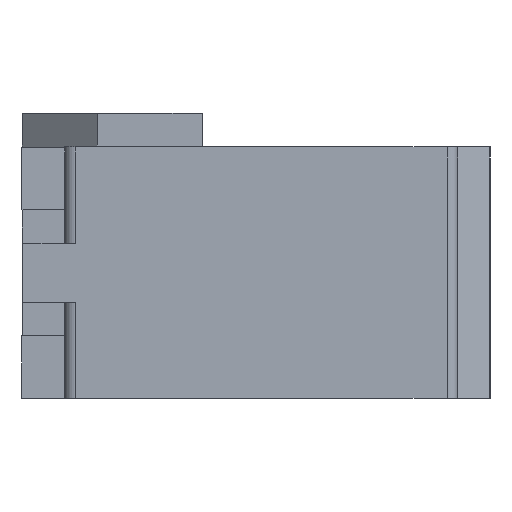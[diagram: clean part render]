
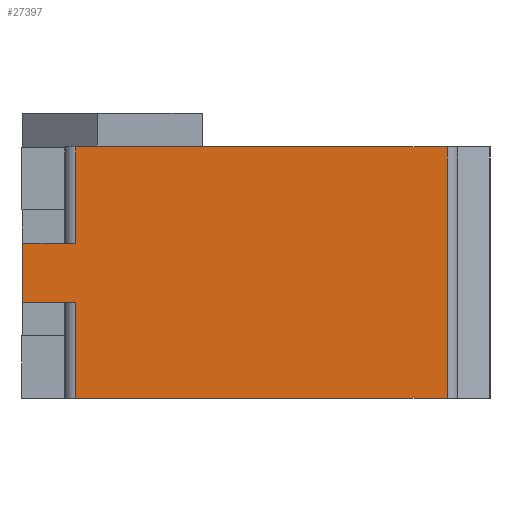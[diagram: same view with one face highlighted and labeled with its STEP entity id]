
A CAD part, left-side view. The second image highlights one B-rep face of the part: STEP entity #27397.
In plain terms, the highlighted planar face has unit normal (-1, 0, 0).
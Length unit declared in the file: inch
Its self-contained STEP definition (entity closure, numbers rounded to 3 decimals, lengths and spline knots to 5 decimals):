
#2220=FACE_OUTER_BOUND('',#3644,.T.);
#3644=EDGE_LOOP('',(#22215,#22216,#22217,#22218,#22219,#22220,#22221,#22222));
#6511=LINE('',#44219,#9665);
#6516=LINE('',#44234,#9670);
#6517=LINE('',#44236,#9671);
#6518=LINE('',#44238,#9672);
#6519=LINE('',#44240,#9673);
#6520=LINE('',#44242,#9674);
#6521=LINE('',#44244,#9675);
#6522=LINE('',#44245,#9676);
#9665=VECTOR('',#34733,0.3937);
#9670=VECTOR('',#34748,0.3937);
#9671=VECTOR('',#34749,0.3937);
#9672=VECTOR('',#34750,0.3937);
#9673=VECTOR('',#34751,0.3937);
#9674=VECTOR('',#34752,0.3937);
#9675=VECTOR('',#34753,0.3937);
#9676=VECTOR('',#34754,0.3937);
#12184=VERTEX_POINT('',#44215);
#12185=VERTEX_POINT('',#44217);
#12190=VERTEX_POINT('',#44233);
#12191=VERTEX_POINT('',#44235);
#12192=VERTEX_POINT('',#44237);
#12193=VERTEX_POINT('',#44239);
#12194=VERTEX_POINT('',#44241);
#12195=VERTEX_POINT('',#44243);
#15672=EDGE_CURVE('',#12184,#12185,#6511,.T.);
#15679=EDGE_CURVE('',#12190,#12185,#6516,.T.);
#15680=EDGE_CURVE('',#12191,#12190,#6517,.T.);
#15681=EDGE_CURVE('',#12191,#12192,#6518,.T.);
#15682=EDGE_CURVE('',#12193,#12192,#6519,.T.);
#15683=EDGE_CURVE('',#12193,#12194,#6520,.T.);
#15684=EDGE_CURVE('',#12195,#12194,#6521,.T.);
#15685=EDGE_CURVE('',#12184,#12195,#6522,.T.);
#22215=ORIENTED_EDGE('',*,*,#15672,.T.);
#22216=ORIENTED_EDGE('',*,*,#15679,.F.);
#22217=ORIENTED_EDGE('',*,*,#15680,.F.);
#22218=ORIENTED_EDGE('',*,*,#15681,.T.);
#22219=ORIENTED_EDGE('',*,*,#15682,.F.);
#22220=ORIENTED_EDGE('',*,*,#15683,.T.);
#22221=ORIENTED_EDGE('',*,*,#15684,.F.);
#22222=ORIENTED_EDGE('',*,*,#15685,.F.);
#24596=PLANE('',#29075);
#27397=ADVANCED_FACE('',(#2220),#24596,.T.);
#29075=AXIS2_PLACEMENT_3D('',#44232,#34746,#34747);
#34733=DIRECTION('',(0.,0.,1.));
#34746=DIRECTION('center_axis',(-1.,0.,0.));
#34747=DIRECTION('ref_axis',(0.,-1.,0.));
#34748=DIRECTION('',(0.,-1.,0.));
#34749=DIRECTION('',(0.,0.,1.));
#34750=DIRECTION('',(0.,1.,0.));
#34751=DIRECTION('',(0.,0.,1.));
#34752=DIRECTION('',(0.,-1.,0.));
#34753=DIRECTION('',(0.,0.,1.));
#34754=DIRECTION('',(0.,1.,0.));
#44215=CARTESIAN_POINT('',(-0.47491,-0.375,-0.14278));
#44217=CARTESIAN_POINT('',(-0.47491,-0.375,0.09722));
#44219=CARTESIAN_POINT('',(-0.47491,-0.375,0.09722));
#44232=CARTESIAN_POINT('Origin',(-0.47491,0.03,
-0.02278));
#44233=CARTESIAN_POINT('',(-0.47491,-0.0205,0.09722));
#44234=CARTESIAN_POINT('',(-0.47491,0.03,0.09722));
#44235=CARTESIAN_POINT('',(-0.47491,-0.0205,0.00522));
#44236=CARTESIAN_POINT('',(-0.47491,-0.0205,0.03722));
#44237=CARTESIAN_POINT('',(-0.47491,0.03,0.00522));
#44238=CARTESIAN_POINT('',(-0.47491,0.02,0.00522));
#44239=CARTESIAN_POINT('',(-0.47491,0.03,-0.05078));
#44240=CARTESIAN_POINT('',(-0.47491,0.03,-0.02278));
#44241=CARTESIAN_POINT('',(-0.47491,-0.0205,-0.05078));
#44242=CARTESIAN_POINT('',(-0.47491,0.02,-0.05078));
#44243=CARTESIAN_POINT('',(-0.47491,-0.0205,-0.14278));
#44244=CARTESIAN_POINT('',(-0.47491,-0.0205,-0.08278));
#44245=CARTESIAN_POINT('',(-0.47491,0.03,-0.14278));
